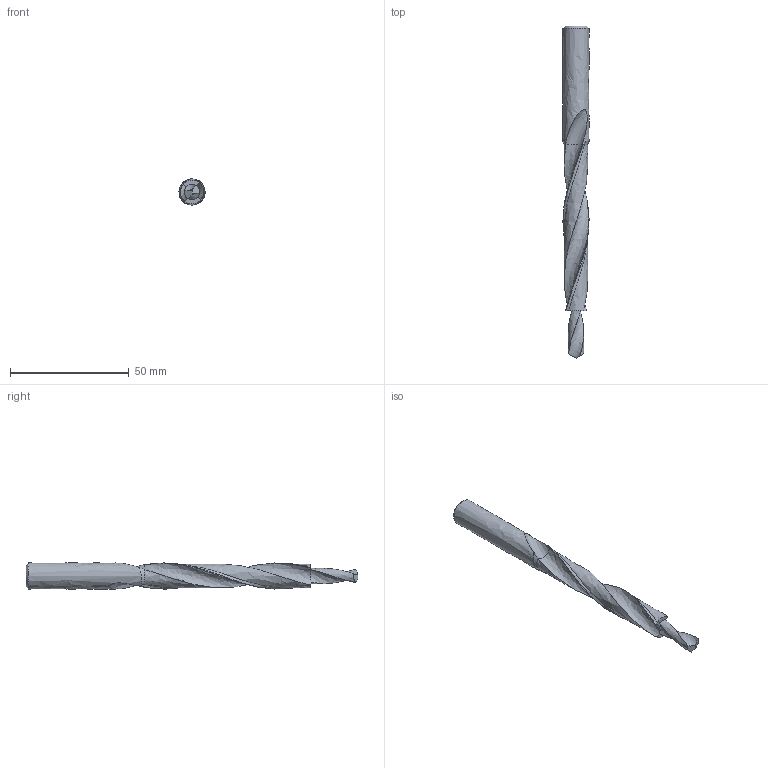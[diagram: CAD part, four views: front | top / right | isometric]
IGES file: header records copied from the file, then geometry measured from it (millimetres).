
Global section: file name: 03-Vrtak_11x6.5; native system: Autodesk Inventor 2018; preprocessor: unknown; date: 20190114.135658; units: millimetre
Bounding box: 11 x 139.97 x 11 mm (x, y, z)
Volume: 7763.4 mm3; surface area: 4741.2 mm2
Topology: 2 solids, 2 shells, 26 faces, 61 edges, 39 vertices
Faces by surface type: bspline 26
